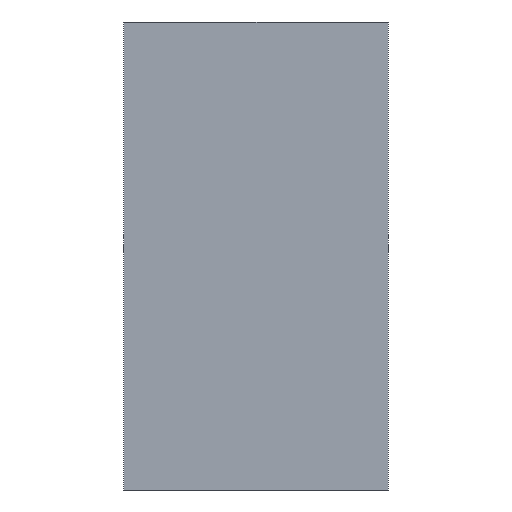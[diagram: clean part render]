
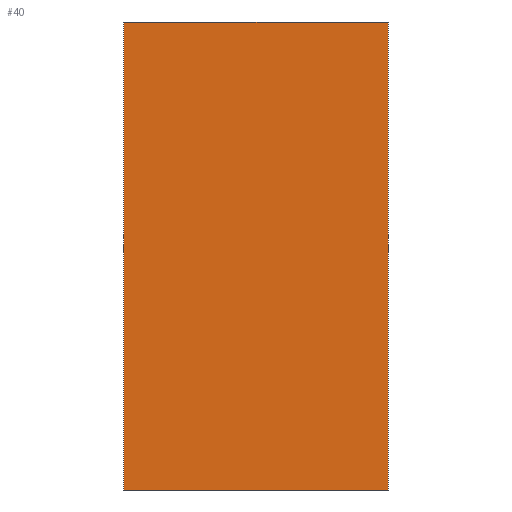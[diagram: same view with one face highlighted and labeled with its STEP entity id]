
A CAD part, left-side view. The second image highlights one B-rep face of the part: STEP entity #40.
In plain terms, the highlighted planar face has unit normal (-1, 0, 0).
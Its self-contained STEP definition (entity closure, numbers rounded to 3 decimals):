
#40 = ADVANCED_FACE( '', ( #88 ), #89, .F. );
#88 = FACE_OUTER_BOUND( '', #137, .T. );
#89 = PLANE( '', #138 );
#137 = EDGE_LOOP( '', ( #195, #196, #197, #198 ) );
#138 = AXIS2_PLACEMENT_3D( '', #199, #200, #201 );
#195 = ORIENTED_EDGE( '', *, *, #254, .T. );
#196 = ORIENTED_EDGE( '', *, *, #264, .F. );
#197 = ORIENTED_EDGE( '', *, *, #261, .F. );
#198 = ORIENTED_EDGE( '', *, *, #265, .T. );
#199 = CARTESIAN_POINT( '', ( -148., 21.5, 76. ) );
#200 = DIRECTION( '', ( 1., 0., 0. ) );
#201 = DIRECTION( '', ( 0., 0., -1. ) );
#254 = EDGE_CURVE( '', #290, #292, #294, .T. );
#261 = EDGE_CURVE( '', #304, #306, #307, .T. );
#264 = EDGE_CURVE( '', #306, #292, #310, .T. );
#265 = EDGE_CURVE( '', #304, #290, #311, .T. );
#290 = VERTEX_POINT( '', #340 );
#292 = VERTEX_POINT( '', #343 );
#294 = LINE( '', #346, #347 );
#304 = VERTEX_POINT( '', #357 );
#306 = VERTEX_POINT( '', #360 );
#307 = LINE( '', #361, #362 );
#310 = LINE( '', #366, #367 );
#311 = LINE( '', #368, #369 );
#340 = CARTESIAN_POINT( '', ( -148., 21.5, 0. ) );
#343 = CARTESIAN_POINT( '', ( -148., -21.5, 0. ) );
#346 = CARTESIAN_POINT( '', ( -148., 21.5, 0. ) );
#347 = VECTOR( '', #394, 1000. );
#357 = CARTESIAN_POINT( '', ( -148., 21.5, 76. ) );
#360 = CARTESIAN_POINT( '', ( -148., -21.5, 76. ) );
#361 = CARTESIAN_POINT( '', ( -148., 21.5, 76. ) );
#362 = VECTOR( '', #408, 1000. );
#366 = CARTESIAN_POINT( '', ( -148., -21.5, 76. ) );
#367 = VECTOR( '', #410, 1000. );
#368 = CARTESIAN_POINT( '', ( -148., 21.5, 76. ) );
#369 = VECTOR( '', #411, 1000. );
#394 = DIRECTION( '', ( 0., -1., 0. ) );
#408 = DIRECTION( '', ( 0., -1., 0. ) );
#410 = DIRECTION( '', ( 0., 0., -1. ) );
#411 = DIRECTION( '', ( 0., 0., -1. ) );
